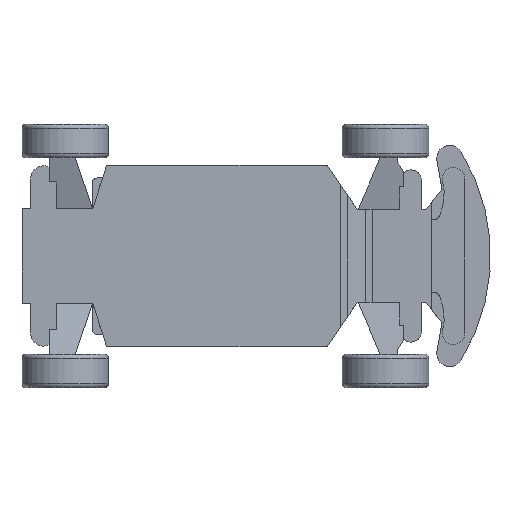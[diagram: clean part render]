
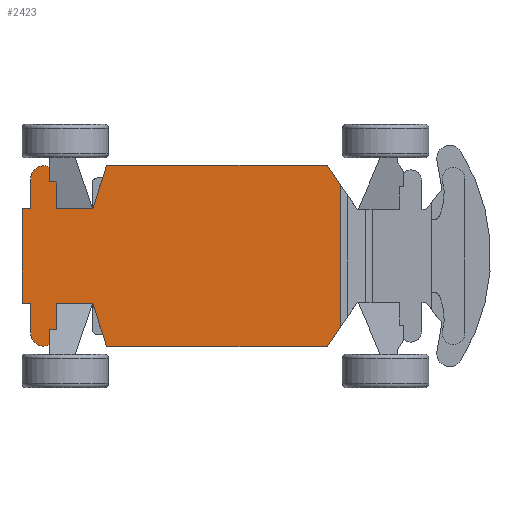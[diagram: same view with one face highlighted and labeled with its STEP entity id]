
A CAD part, top view. The second image highlights one B-rep face of the part: STEP entity #2423.
In plain terms, the highlighted planar face has unit normal (0, 0, 1).
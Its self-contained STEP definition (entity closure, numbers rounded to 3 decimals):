
#86=DIRECTION('',(0.,1.,0.));
#87=VECTOR('',#86,8.087);
#88=CARTESIAN_POINT('',(-106.5,40.204,9.5));
#89=LINE('',#88,#87);
#98=DIRECTION('',(-0.56,-0.828,0.));
#99=VECTOR('',#98,13.192);
#100=CARTESIAN_POINT('',(52.09,-38.473,9.5));
#101=LINE('',#100,#99);
#102=DIRECTION('',(0.299,-0.954,0.));
#103=VECTOR('',#102,24.943);
#104=CARTESIAN_POINT('',(-82.664,-25.6,9.5));
#105=LINE('',#104,#103);
#106=DIRECTION('',(1.,0.,0.));
#107=VECTOR('',#106,19.836);
#108=CARTESIAN_POINT('',(-102.5,-25.6,9.5));
#109=LINE('',#108,#107);
#110=DIRECTION('',(1.,0.,0.));
#111=VECTOR('',#110,4.7);
#112=CARTESIAN_POINT('',(-121.2,-25.6,9.5));
#113=LINE('',#112,#111);
#114=DIRECTION('',(0.,1.,0.));
#115=VECTOR('',#114,51.2);
#116=CARTESIAN_POINT('',(-121.2,-25.6,9.5));
#117=LINE('',#116,#115);
#118=DIRECTION('',(1.,0.,0.));
#119=VECTOR('',#118,4.7);
#120=CARTESIAN_POINT('',(-121.2,25.6,9.5));
#121=LINE('',#120,#119);
#122=DIRECTION('',(1.,0.,0.));
#123=VECTOR('',#122,19.836);
#124=CARTESIAN_POINT('',(-102.5,25.6,9.5));
#125=LINE('',#124,#123);
#126=DIRECTION('',(0.299,0.954,0.));
#127=VECTOR('',#126,24.943);
#128=CARTESIAN_POINT('',(-82.664,25.6,9.5));
#129=LINE('',#128,#127);
#130=DIRECTION('',(-0.56,0.828,0.));
#131=VECTOR('',#130,13.192);
#132=CARTESIAN_POINT('',(52.09,38.473,9.5));
#133=LINE('',#132,#131);
#138=DIRECTION('',(0.,1.,0.));
#139=VECTOR('',#138,76.946);
#140=CARTESIAN_POINT('',(52.09,-38.473,9.5));
#141=LINE('',#140,#139);
#782=DIRECTION('',(0.,-1.,0.));
#783=VECTOR('',#782,16.047);
#784=CARTESIAN_POINT('',(-116.5,-25.6,9.5));
#785=LINE('',#784,#783);
#790=DIRECTION('',(0.,1.,0.));
#791=VECTOR('',#790,16.047);
#792=CARTESIAN_POINT('',(-116.5,25.6,9.5));
#793=LINE('',#792,#791);
#894=CARTESIAN_POINT('',(-106.5,-48.291,9.5));
#895=CARTESIAN_POINT('',(-107.35,-48.714,9.5));
#896=CARTESIAN_POINT('',(-108.725,-49.035,9.5));
#897=CARTESIAN_POINT('',(-111.045,-48.983,9.5));
#898=CARTESIAN_POINT('',(-113.381,-48.007,9.5));
#899=CARTESIAN_POINT('',(-115.195,-46.188,9.5));
#900=CARTESIAN_POINT('',(-116.205,-44.02,9.5));
#901=CARTESIAN_POINT('',(-116.5,-42.597,9.5));
#902=CARTESIAN_POINT('',(-116.5,-41.647,9.5));
#923=DIRECTION('',(0.,-1.,0.));
#924=VECTOR('',#923,8.087);
#925=CARTESIAN_POINT('',(-106.5,-40.204,9.5));
#926=LINE('',#925,#924);
#939=DIRECTION('',(1.,0.,0.));
#940=VECTOR('',#939,4.);
#941=CARTESIAN_POINT('',(-106.5,-40.204,9.5));
#942=LINE('',#941,#940);
#943=DIRECTION('',(0.,1.,0.));
#944=VECTOR('',#943,14.604);
#945=CARTESIAN_POINT('',(-102.5,-40.204,9.5));
#946=LINE('',#945,#944);
#947=DIRECTION('',(0.,-1.,0.));
#948=VECTOR('',#947,14.604);
#949=CARTESIAN_POINT('',(-102.5,40.204,9.5));
#950=LINE('',#949,#948);
#995=DIRECTION('',(-1.,0.,0.));
#996=VECTOR('',#995,119.9);
#997=CARTESIAN_POINT('',(44.7,49.4,9.5));
#998=LINE('',#997,#996);
#1265=DIRECTION('',(1.,0.,0.));
#1266=VECTOR('',#1265,4.);
#1267=CARTESIAN_POINT('',(-106.5,40.204,9.5));
#1268=LINE('',#1267,#1266);
#1304=CARTESIAN_POINT('',(-106.5,48.291,9.5));
#1305=CARTESIAN_POINT('',(-107.35,48.714,9.5));
#1306=CARTESIAN_POINT('',(-108.725,49.035,9.5));
#1307=CARTESIAN_POINT('',(-111.045,48.983,9.5));
#1308=CARTESIAN_POINT('',(-113.381,48.007,9.5));
#1309=CARTESIAN_POINT('',(-115.195,46.188,9.5));
#1310=CARTESIAN_POINT('',(-116.205,44.02,9.5));
#1311=CARTESIAN_POINT('',(-116.5,42.597,9.5));
#1312=CARTESIAN_POINT('',(-116.5,41.647,9.5));
#1510=DIRECTION('',(-1.,0.,0.));
#1511=VECTOR('',#1510,119.9);
#1512=CARTESIAN_POINT('',(44.7,-49.4,9.5));
#1513=LINE('',#1512,#1511);
#1755=CARTESIAN_POINT('',(44.7,49.4,9.5));
#1757=VERTEX_POINT('',#1755);
#1758=CARTESIAN_POINT('',(52.09,38.473,9.5));
#1759=VERTEX_POINT('',#1758);
#1861=CARTESIAN_POINT('',(-121.2,25.6,9.5));
#1863=VERTEX_POINT('',#1861);
#1865=CARTESIAN_POINT('',(-75.2,49.4,9.5));
#1867=VERTEX_POINT('',#1865);
#1868=CARTESIAN_POINT('',(-82.664,25.6,9.5));
#1869=VERTEX_POINT('',#1868);
#1901=CARTESIAN_POINT('',(-116.5,25.6,9.5));
#1903=VERTEX_POINT('',#1901);
#1909=CARTESIAN_POINT('',(-102.5,25.6,9.5));
#1911=VERTEX_POINT('',#1909);
#1912=CARTESIAN_POINT('',(-102.5,40.204,9.5));
#1913=VERTEX_POINT('',#1912);
#1914=CARTESIAN_POINT('',(-106.5,40.204,9.5));
#1915=VERTEX_POINT('',#1914);
#1917=CARTESIAN_POINT('',(-116.5,41.647,9.5));
#1919=VERTEX_POINT('',#1917);
#1924=VERTEX_POINT('',#1304);
#1970=CARTESIAN_POINT('',(44.7,-49.4,9.5));
#1972=VERTEX_POINT('',#1970);
#1973=CARTESIAN_POINT('',(52.09,-38.473,9.5));
#1974=VERTEX_POINT('',#1973);
#2076=CARTESIAN_POINT('',(-121.2,-25.6,9.5));
#2078=VERTEX_POINT('',#2076);
#2080=CARTESIAN_POINT('',(-75.2,-49.4,9.5));
#2082=VERTEX_POINT('',#2080);
#2083=CARTESIAN_POINT('',(-82.664,-25.6,9.5));
#2084=VERTEX_POINT('',#2083);
#2116=CARTESIAN_POINT('',(-116.5,-25.6,9.5));
#2118=VERTEX_POINT('',#2116);
#2124=CARTESIAN_POINT('',(-102.5,-25.6,9.5));
#2126=VERTEX_POINT('',#2124);
#2127=CARTESIAN_POINT('',(-102.5,-40.204,9.5));
#2128=VERTEX_POINT('',#2127);
#2129=CARTESIAN_POINT('',(-106.5,-40.204,9.5));
#2130=VERTEX_POINT('',#2129);
#2132=CARTESIAN_POINT('',(-116.5,-41.647,9.5));
#2134=VERTEX_POINT('',#2132);
#2139=VERTEX_POINT('',#894);
#2373=CARTESIAN_POINT('',(157.96,87.693,9.5));
#2374=DIRECTION('',(0.,0.,-1.));
#2375=DIRECTION('',(-1.,0.,0.));
#2376=AXIS2_PLACEMENT_3D('',#2373,#2374,#2375);
#2377=PLANE('',#2376);
#2379=ORIENTED_EDGE('',*,*,#2378,.F.);
#2381=ORIENTED_EDGE('',*,*,#2380,.T.);
#2383=ORIENTED_EDGE('',*,*,#2382,.T.);
#2385=ORIENTED_EDGE('',*,*,#2384,.F.);
#2387=ORIENTED_EDGE('',*,*,#2386,.F.);
#2389=ORIENTED_EDGE('',*,*,#2388,.F.);
#2391=ORIENTED_EDGE('',*,*,#2390,.F.);
#2393=ORIENTED_EDGE('',*,*,#2392,.T.);
#2395=ORIENTED_EDGE('',*,*,#2394,.T.);
#2397=ORIENTED_EDGE('',*,*,#2396,.F.);
#2399=ORIENTED_EDGE('',*,*,#2398,.F.);
#2401=ORIENTED_EDGE('',*,*,#2400,.T.);
#2403=ORIENTED_EDGE('',*,*,#2402,.T.);
#2405=ORIENTED_EDGE('',*,*,#2404,.T.);
#2407=ORIENTED_EDGE('',*,*,#2406,.F.);
#2408=ORIENTED_EDGE('',*,*,#2361,.F.);
#2410=ORIENTED_EDGE('',*,*,#2409,.T.);
#2412=ORIENTED_EDGE('',*,*,#2411,.T.);
#2414=ORIENTED_EDGE('',*,*,#2413,.T.);
#2416=ORIENTED_EDGE('',*,*,#2415,.T.);
#2418=ORIENTED_EDGE('',*,*,#2417,.F.);
#2420=ORIENTED_EDGE('',*,*,#2419,.F.);
#2421=EDGE_LOOP('',(#2379,#2381,#2383,#2385,#2387,#2389,#2391,#2393,#2395,#2397,
#2399,#2401,#2403,#2405,#2407,#2408,#2410,#2412,#2414,#2416,#2418,#2420));
#2422=FACE_OUTER_BOUND('',#2421,.F.);
#2423=ADVANCED_FACE('',(#2422),#2377,.F.);
#903=B_SPLINE_CURVE_WITH_KNOTS('',3,(#894,#895,#896,#897,#898,#899,#900,#901,
#902),.UNSPECIFIED.,.F.,.F.,(4,1,1,1,1,1,4),(0.,0.125,0.25,0.5,0.75,
0.875,1.),.UNSPECIFIED.);
#1313=B_SPLINE_CURVE_WITH_KNOTS('',3,(#1304,#1305,#1306,#1307,#1308,#1309,#1310,
#1311,#1312),.UNSPECIFIED.,.F.,.F.,(4,1,1,1,1,1,4),(0.,0.125,0.25,0.5,
0.75,0.875,1.),.UNSPECIFIED.);
#2361=EDGE_CURVE('',#1915,#1924,#89,.T.);
#2378=EDGE_CURVE('',#1974,#1759,#141,.T.);
#2380=EDGE_CURVE('',#1974,#1972,#101,.T.);
#2382=EDGE_CURVE('',#1972,#2082,#1513,.T.);
#2384=EDGE_CURVE('',#2084,#2082,#105,.T.);
#2386=EDGE_CURVE('',#2126,#2084,#109,.T.);
#2388=EDGE_CURVE('',#2128,#2126,#946,.T.);
#2390=EDGE_CURVE('',#2130,#2128,#942,.T.);
#2392=EDGE_CURVE('',#2130,#2139,#926,.T.);
#2394=EDGE_CURVE('',#2139,#2134,#903,.T.);
#2396=EDGE_CURVE('',#2118,#2134,#785,.T.);
#2398=EDGE_CURVE('',#2078,#2118,#113,.T.);
#2400=EDGE_CURVE('',#2078,#1863,#117,.T.);
#2402=EDGE_CURVE('',#1863,#1903,#121,.T.);
#2404=EDGE_CURVE('',#1903,#1919,#793,.T.);
#2406=EDGE_CURVE('',#1924,#1919,#1313,.T.);
#2409=EDGE_CURVE('',#1915,#1913,#1268,.T.);
#2411=EDGE_CURVE('',#1913,#1911,#950,.T.);
#2413=EDGE_CURVE('',#1911,#1869,#125,.T.);
#2415=EDGE_CURVE('',#1869,#1867,#129,.T.);
#2417=EDGE_CURVE('',#1757,#1867,#998,.T.);
#2419=EDGE_CURVE('',#1759,#1757,#133,.T.);
